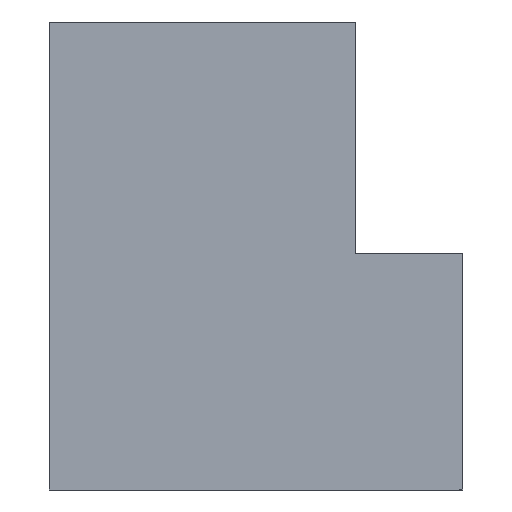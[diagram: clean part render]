
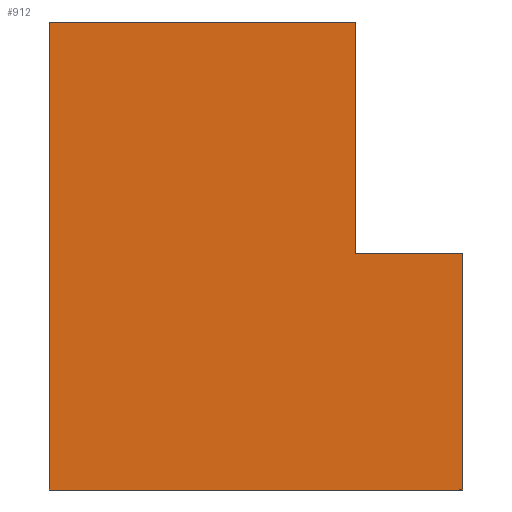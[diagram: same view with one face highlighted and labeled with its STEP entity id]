
A CAD part, left-side view. The second image highlights one B-rep face of the part: STEP entity #912.
In plain terms, the highlighted planar face has unit normal (-1, 0, 0).
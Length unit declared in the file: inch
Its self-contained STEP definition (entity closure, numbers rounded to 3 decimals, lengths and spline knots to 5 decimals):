
#67=FACE_OUTER_BOUND('',#125,.T.);
#125=EDGE_LOOP('',(#673,#674,#675,#676,#677,#678));
#184=LINE('',#1329,#272);
#207=LINE('',#1399,#295);
#228=LINE('',#1445,#316);
#229=LINE('',#1446,#317);
#230=LINE('',#1448,#318);
#231=LINE('',#1449,#319);
#272=VECTOR('',#1057,0.3937);
#295=VECTOR('',#1114,0.3937);
#316=VECTOR('',#1147,0.3937);
#317=VECTOR('',#1148,0.3937);
#318=VECTOR('',#1149,0.3937);
#319=VECTOR('',#1150,0.3937);
#399=VERTEX_POINT('',#1326);
#400=VERTEX_POINT('',#1328);
#427=VERTEX_POINT('',#1392);
#430=VERTEX_POINT('',#1397);
#449=VERTEX_POINT('',#1444);
#450=VERTEX_POINT('',#1447);
#487=EDGE_CURVE('',#399,#400,#184,.T.);
#520=EDGE_CURVE('',#430,#427,#207,.T.);
#541=EDGE_CURVE('',#449,#430,#228,.T.);
#542=EDGE_CURVE('',#449,#400,#229,.T.);
#543=EDGE_CURVE('',#450,#399,#230,.T.);
#544=EDGE_CURVE('',#427,#450,#231,.T.);
#673=ORIENTED_EDGE('',*,*,#520,.F.);
#674=ORIENTED_EDGE('',*,*,#541,.F.);
#675=ORIENTED_EDGE('',*,*,#542,.T.);
#676=ORIENTED_EDGE('',*,*,#487,.F.);
#677=ORIENTED_EDGE('',*,*,#543,.F.);
#678=ORIENTED_EDGE('',*,*,#544,.F.);
#873=PLANE('',#983);
#912=ADVANCED_FACE('',(#67),#873,.T.);
#983=AXIS2_PLACEMENT_3D('',#1443,#1145,#1146);
#1057=DIRECTION('',(0.,1.,0.));
#1114=DIRECTION('',(0.,0.,-1.));
#1145=DIRECTION('center_axis',(-1.,0.,0.));
#1146=DIRECTION('ref_axis',(0.,1.,0.));
#1147=DIRECTION('',(0.,-1.,0.));
#1148=DIRECTION('',(0.,0.,-1.));
#1149=DIRECTION('',(0.,0.,-1.));
#1150=DIRECTION('',(0.,-1.,0.));
#1326=CARTESIAN_POINT('',(-2.33,-0.5625,-0.38437));
#1328=CARTESIAN_POINT('',(-2.33,0.33,-0.38437));
#1329=CARTESIAN_POINT('',(-2.33,-0.5625,-0.38437));
#1392=CARTESIAN_POINT('',(-2.33,-0.33,0.125));
#1397=CARTESIAN_POINT('',(-2.33,-0.33,0.625));
#1399=CARTESIAN_POINT('',(-2.33,-0.33,0.625));
#1443=CARTESIAN_POINT('Origin',(-2.33,-0.33,0.625));
#1444=CARTESIAN_POINT('',(-2.33,0.33,0.625));
#1445=CARTESIAN_POINT('',(-2.33,0.33,0.625));
#1446=CARTESIAN_POINT('',(-2.33,0.33,-0.375));
#1447=CARTESIAN_POINT('',(-2.33,-0.5625,0.125));
#1448=CARTESIAN_POINT('',(-2.33,-0.5625,0.125));
#1449=CARTESIAN_POINT('',(-2.33,-0.33,0.125));
